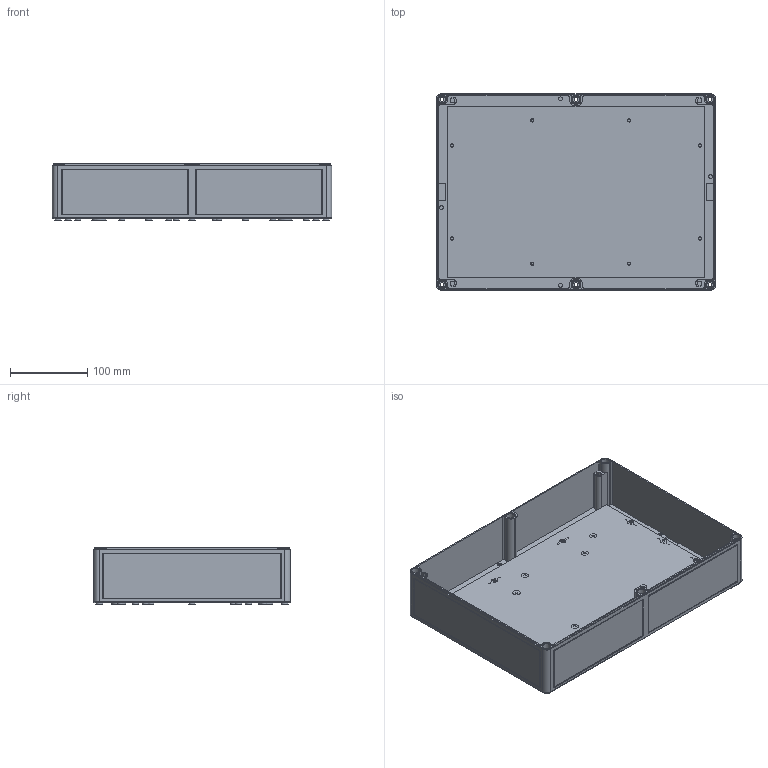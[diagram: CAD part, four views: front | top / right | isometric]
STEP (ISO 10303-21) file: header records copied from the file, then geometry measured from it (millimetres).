
FILE_DESCRIPTION(('FreeCAD Model'),'2;1');
FILE_NAME('Open CASCADE Shape Model','2022-09-08T09:49:14',(''),(''), 'Open CASCADE STEP processor 7.5','FreeCAD','Unknown');
FILE_SCHEMA(('AUTOMOTIVE_DESIGN { 1 0 10303 214 1 1 1 1 }'));
Length unit declared in the file: millimetre
Products named in the file (3): 9523.100 (1); 9523.100 (1)_02; 9550.000
Assembly tree (2 placements, depth 2):
  9523.100 (1)
    9523.100 (1)_02
    9550.000
Bounding box: 361 x 254 x 73 mm (x, y, z)
Volume: 764592.4 mm3; surface area: 530458.2 mm2
Topology: 2 solids, 2 shells, 804 faces, 1888 edges, 1244 vertices
Faces by surface type: plane 452, cylinder 328, cone 20, torus 4
Full cylindrical faces by diameter (mm): 3.4 x22, 4.2 x8, 5 x10, 8 x30, 8.376 x6, 9 x6, 10.518 x6, 14 x4, 17 x4, 19 x4
Entity records: 23155 total; most frequent: DIRECTION 4074, CARTESIAN_POINT 4059, ORIENTED_EDGE 3776, EDGE_CURVE 1888, AXIS2_PLACEMENT_3D 1499, VERTEX_POINT 1244, LINE 1076, VECTOR 1076
